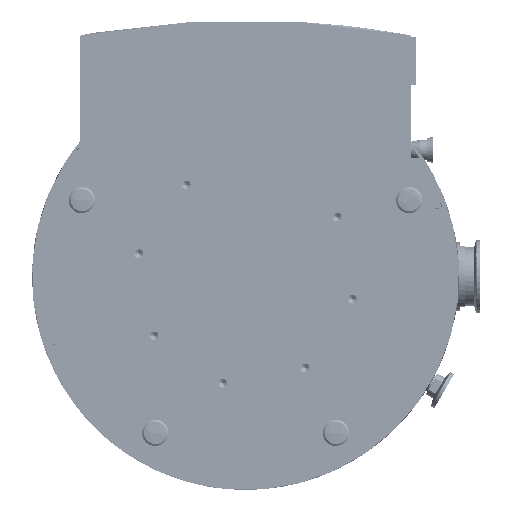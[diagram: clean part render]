
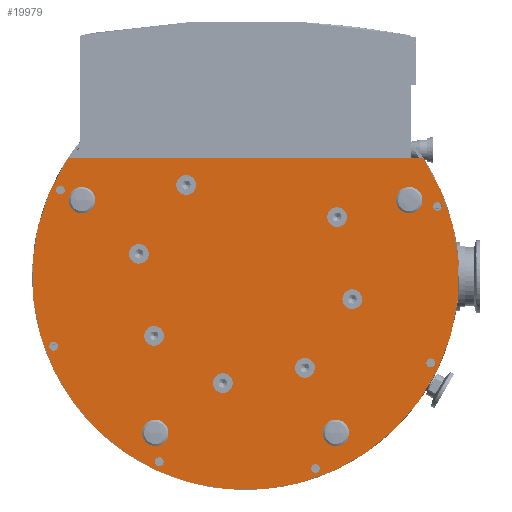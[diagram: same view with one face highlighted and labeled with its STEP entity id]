
A CAD part, front view. The second image highlights one B-rep face of the part: STEP entity #19979.
In plain terms, the highlighted planar face has unit normal (0, -1, 0).
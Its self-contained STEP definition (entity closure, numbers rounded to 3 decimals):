
#17013=CARTESIAN_POINT('',(-67.781,0.,-110.427));
#17014=VERTEX_POINT('',#17013);
#17015=CARTESIAN_POINT('',(-68.5,0.,-118.645));
#17016=DIRECTION('',(0.0,1.,0.0));
#17017=DIRECTION('',(-0.087,0.0,-0.996));
#17018=AXIS2_PLACEMENT_3D('',#17015,#17016,#17017);
#17019=CIRCLE('',#17018,8.25);
#17020=EDGE_CURVE('',#17014,#17014,#17019,.T.);
#17033=CARTESIAN_POINT('',(-115.914,0.,57.899));
#17034=VERTEX_POINT('',#17033);
#17035=CARTESIAN_POINT('',(-124.164,0.,57.899));
#17036=DIRECTION('',(0.0,1.0,0.0));
#17037=DIRECTION('',(-1.0,0.0,0.0));
#17038=AXIS2_PLACEMENT_3D('',#17035,#17036,#17037);
#17039=CIRCLE('',#17038,8.25);
#17040=EDGE_CURVE('',#17034,#17034,#17039,.T.);
#17074=CARTESIAN_POINT('',(67.781,0.,-110.427));
#17075=VERTEX_POINT('',#17074);
#17076=CARTESIAN_POINT('',(68.5,0.,-118.645));
#17077=DIRECTION('',(0.0,1.,0.0));
#17078=DIRECTION('',(0.087,0.0,-0.996));
#17079=AXIS2_PLACEMENT_3D('',#17076,#17077,#17078);
#17080=CIRCLE('',#17079,8.25);
#17081=EDGE_CURVE('',#17075,#17075,#17080,.T.);
#17115=CARTESIAN_POINT('',(115.914,0.,57.899));
#17116=VERTEX_POINT('',#17115);
#17117=CARTESIAN_POINT('',(124.164,0.,57.899));
#17118=DIRECTION('',(0.0,1.0,0.0));
#17119=DIRECTION('',(1.0,0.0,0.0));
#17120=AXIS2_PLACEMENT_3D('',#17117,#17118,#17119);
#17121=CIRCLE('',#17120,8.25);
#17122=EDGE_CURVE('',#17116,#17116,#17121,.T.);
#17965=CARTESIAN_POINT('',(-148.976,0.,-53.013));
#17966=VERTEX_POINT('',#17965);
#17967=CARTESIAN_POINT('',(-145.652,0.0,-53.013));
#17968=DIRECTION('',(0.0,1.0,0.0));
#17969=DIRECTION('',(-1.0,0.0,0.0));
#17970=AXIS2_PLACEMENT_3D('',#17967,#17968,#17969);
#17971=CIRCLE('',#17970,3.324);
#17972=EDGE_CURVE('',#17966,#17966,#17971,.T.);
#18006=CARTESIAN_POINT('',(-67.856,0.,-142.828));
#18007=VERTEX_POINT('',#18006);
#18008=CARTESIAN_POINT('',(-65.506,0.0,-140.478));
#18009=DIRECTION('',(0.0,1.,0.0));
#18010=DIRECTION('',(-0.707,0.0,-0.707));
#18011=AXIS2_PLACEMENT_3D('',#18008,#18009,#18010);
#18012=CIRCLE('',#18011,3.324);
#18013=EDGE_CURVE('',#18007,#18007,#18012,.T.);
#18047=CARTESIAN_POINT('',(53.013,0.,-148.976));
#18048=VERTEX_POINT('',#18047);
#18049=CARTESIAN_POINT('',(53.013,0.0,-145.652));
#18050=DIRECTION('',(0.0,1.0,0.0));
#18051=DIRECTION('',(0.0,0.0,-1.0));
#18052=AXIS2_PLACEMENT_3D('',#18049,#18050,#18051);
#18053=CIRCLE('',#18052,3.324);
#18054=EDGE_CURVE('',#18048,#18048,#18053,.T.);
#18088=CARTESIAN_POINT('',(142.828,0.,-67.856));
#18089=VERTEX_POINT('',#18088);
#18090=CARTESIAN_POINT('',(140.478,0.0,-65.506));
#18091=DIRECTION('',(0.0,1.0,0.0));
#18092=DIRECTION('',(0.707,0.0,-0.707));
#18093=AXIS2_PLACEMENT_3D('',#18090,#18091,#18092);
#18094=CIRCLE('',#18093,3.324);
#18095=EDGE_CURVE('',#18089,#18089,#18094,.T.);
#18129=CARTESIAN_POINT('',(-142.828,0.,67.856));
#18130=VERTEX_POINT('',#18129);
#18131=CARTESIAN_POINT('',(-140.478,0.0,65.506));
#18132=DIRECTION('',(0.0,1.0,0.0));
#18133=DIRECTION('',(-0.707,0.0,0.707));
#18134=AXIS2_PLACEMENT_3D('',#18131,#18132,#18133);
#18135=CIRCLE('',#18134,3.324);
#18136=EDGE_CURVE('',#18130,#18130,#18135,.T.);
#18170=CARTESIAN_POINT('',(148.976,0.,53.013));
#18171=VERTEX_POINT('',#18170);
#18172=CARTESIAN_POINT('',(145.652,0.0,53.013));
#18173=DIRECTION('',(0.0,1.0,0.0));
#18174=DIRECTION('',(1.0,0.0,0.0));
#18175=AXIS2_PLACEMENT_3D('',#18172,#18173,#18174);
#18176=CIRCLE('',#18175,3.324);
#18177=EDGE_CURVE('',#18171,#18171,#18176,.T.);
#18236=CARTESIAN_POINT('',(75.638,0.,-22.508));
#18237=VERTEX_POINT('',#18236);
#18238=CARTESIAN_POINT('',(80.942,0.,-17.205));
#18239=DIRECTION('',(0.0,1.0,0.0));
#18240=DIRECTION('',(-0.707,0.0,-0.707));
#18241=AXIS2_PLACEMENT_3D('',#18238,#18239,#18240);
#18242=CIRCLE('',#18241,7.5);
#18243=EDGE_CURVE('',#18237,#18237,#18242,.T.);
#18338=CARTESIAN_POINT('',(37.569,0.,-69.4));
#18339=VERTEX_POINT('',#18338);
#18340=CARTESIAN_POINT('',(45.069,0.,-69.4));
#18341=DIRECTION('',(0.0,1.0,0.0));
#18342=DIRECTION('',(-1.0,0.0,0.0));
#18343=AXIS2_PLACEMENT_3D('',#18340,#18341,#18342);
#18344=CIRCLE('',#18343,7.5);
#18345=EDGE_CURVE('',#18339,#18339,#18344,.T.);
#18440=CARTESIAN_POINT('',(-22.508,0.,-75.638));
#18441=VERTEX_POINT('',#18440);
#18442=CARTESIAN_POINT('',(-17.205,0.,-80.942));
#18443=DIRECTION('',(0.0,1.0,0.0));
#18444=DIRECTION('',(-0.707,0.0,0.707));
#18445=AXIS2_PLACEMENT_3D('',#18442,#18443,#18444);
#18446=CIRCLE('',#18445,7.5);
#18447=EDGE_CURVE('',#18441,#18441,#18446,.T.);
#18542=CARTESIAN_POINT('',(-69.4,0.,-37.569));
#18543=VERTEX_POINT('',#18542);
#18544=CARTESIAN_POINT('',(-69.4,0.,-45.069));
#18545=DIRECTION('',(0.0,1.0,0.0));
#18546=DIRECTION('',(0.0,0.0,1.0));
#18547=AXIS2_PLACEMENT_3D('',#18544,#18545,#18546);
#18548=CIRCLE('',#18547,7.5);
#18549=EDGE_CURVE('',#18543,#18543,#18548,.T.);
#18644=CARTESIAN_POINT('',(-75.638,0.,22.508));
#18645=VERTEX_POINT('',#18644);
#18646=CARTESIAN_POINT('',(-80.942,0.,17.205));
#18647=DIRECTION('',(0.0,1.0,0.0));
#18648=DIRECTION('',(0.707,0.0,0.707));
#18649=AXIS2_PLACEMENT_3D('',#18646,#18647,#18648);
#18650=CIRCLE('',#18649,7.5);
#18651=EDGE_CURVE('',#18645,#18645,#18650,.T.);
#18746=CARTESIAN_POINT('',(69.4,0.,37.569));
#18747=VERTEX_POINT('',#18746);
#18748=CARTESIAN_POINT('',(69.4,0.,45.069));
#18749=DIRECTION('',(0.0,1.0,0.0));
#18750=DIRECTION('',(0.0,0.0,-1.0));
#18751=AXIS2_PLACEMENT_3D('',#18748,#18749,#18750);
#18752=CIRCLE('',#18751,7.5);
#18753=EDGE_CURVE('',#18747,#18747,#18752,.T.);
#18848=CARTESIAN_POINT('',(-37.569,0.,69.4));
#18849=VERTEX_POINT('',#18848);
#18850=CARTESIAN_POINT('',(-45.069,0.,69.4));
#18851=DIRECTION('',(0.0,1.0,0.0));
#18852=DIRECTION('',(1.0,0.0,0.0));
#18853=AXIS2_PLACEMENT_3D('',#18850,#18851,#18852);
#18854=CIRCLE('',#18853,7.5);
#18855=EDGE_CURVE('',#18849,#18849,#18854,.T.);
#19152=CARTESIAN_POINT('',(-134.7,0.,90.));
#19153=VERTEX_POINT('',#19152);
#19160=CARTESIAN_POINT('',(134.7,0.,90.));
#19161=VERTEX_POINT('',#19160);
#19162=CARTESIAN_POINT('',(134.7,0.,90.));
#19163=DIRECTION('',(-1.0,0.0,0.0));
#19164=VECTOR('',#19163,269.399);
#19165=LINE('',#19162,#19164);
#19166=EDGE_CURVE('',#19161,#19153,#19165,.T.);
#19908=CARTESIAN_POINT('',(0.0,0.0,0.0));
#19909=DIRECTION('',(0.0,-1.0,0.0));
#19910=DIRECTION('',(1.0,0.0,0.0));
#19911=AXIS2_PLACEMENT_3D('',#19908,#19909,#19910);
#19912=CIRCLE('',#19911,162.0);
#19913=EDGE_CURVE('',#19153,#19161,#19912,.T.);
#19919=CARTESIAN_POINT('',(81.0,0.,0.0));
#19920=DIRECTION('',(0.0,-1.0,0.0));
#19921=DIRECTION('',(0.0,0.0,-1.0));
#19922=AXIS2_PLACEMENT_3D('',#19919,#19920,#19921);
#19923=PLANE('',#19922);
#19924=ORIENTED_EDGE('',*,*,#19166,.T.);
#19925=ORIENTED_EDGE('',*,*,#19913,.T.);
#19926=EDGE_LOOP('',(#19924,#19925));
#19927=FACE_OUTER_BOUND('',#19926,.T.);
#19928=ORIENTED_EDGE('',*,*,#17020,.T.);
#19929=EDGE_LOOP('',(#19928));
#19930=FACE_BOUND('',#19929,.T.);
#19931=ORIENTED_EDGE('',*,*,#17040,.T.);
#19932=EDGE_LOOP('',(#19931));
#19933=FACE_BOUND('',#19932,.T.);
#19934=ORIENTED_EDGE('',*,*,#17081,.T.);
#19935=EDGE_LOOP('',(#19934));
#19936=FACE_BOUND('',#19935,.T.);
#19937=ORIENTED_EDGE('',*,*,#17122,.T.);
#19938=EDGE_LOOP('',(#19937));
#19939=FACE_BOUND('',#19938,.T.);
#19940=ORIENTED_EDGE('',*,*,#17972,.T.);
#19941=EDGE_LOOP('',(#19940));
#19942=FACE_BOUND('',#19941,.T.);
#19943=ORIENTED_EDGE('',*,*,#18013,.T.);
#19944=EDGE_LOOP('',(#19943));
#19945=FACE_BOUND('',#19944,.T.);
#19946=ORIENTED_EDGE('',*,*,#18054,.T.);
#19947=EDGE_LOOP('',(#19946));
#19948=FACE_BOUND('',#19947,.T.);
#19949=ORIENTED_EDGE('',*,*,#18095,.T.);
#19950=EDGE_LOOP('',(#19949));
#19951=FACE_BOUND('',#19950,.T.);
#19952=ORIENTED_EDGE('',*,*,#18136,.T.);
#19953=EDGE_LOOP('',(#19952));
#19954=FACE_BOUND('',#19953,.T.);
#19955=ORIENTED_EDGE('',*,*,#18177,.T.);
#19956=EDGE_LOOP('',(#19955));
#19957=FACE_BOUND('',#19956,.T.);
#19958=ORIENTED_EDGE('',*,*,#18243,.T.);
#19959=EDGE_LOOP('',(#19958));
#19960=FACE_BOUND('',#19959,.T.);
#19961=ORIENTED_EDGE('',*,*,#18345,.T.);
#19962=EDGE_LOOP('',(#19961));
#19963=FACE_BOUND('',#19962,.T.);
#19964=ORIENTED_EDGE('',*,*,#18447,.T.);
#19965=EDGE_LOOP('',(#19964));
#19966=FACE_BOUND('',#19965,.T.);
#19967=ORIENTED_EDGE('',*,*,#18549,.T.);
#19968=EDGE_LOOP('',(#19967));
#19969=FACE_BOUND('',#19968,.T.);
#19970=ORIENTED_EDGE('',*,*,#18651,.T.);
#19971=EDGE_LOOP('',(#19970));
#19972=FACE_BOUND('',#19971,.T.);
#19973=ORIENTED_EDGE('',*,*,#18753,.T.);
#19974=EDGE_LOOP('',(#19973));
#19975=FACE_BOUND('',#19974,.T.);
#19976=ORIENTED_EDGE('',*,*,#18855,.T.);
#19977=EDGE_LOOP('',(#19976));
#19978=FACE_BOUND('',#19977,.T.);
#19979=ADVANCED_FACE('',(#19927,#19930,#19933,#19936,#19939,#19942,#19945,#19948,#19951,#19954,#19957,#19960,#19963,#19966,#19969,#19972,#19975,#19978),#19923,.T.);
